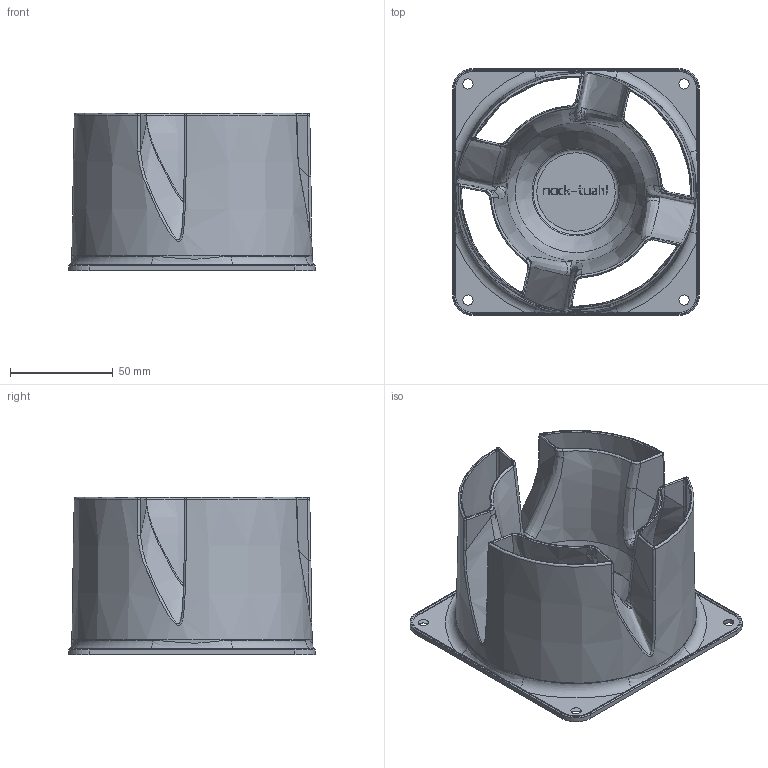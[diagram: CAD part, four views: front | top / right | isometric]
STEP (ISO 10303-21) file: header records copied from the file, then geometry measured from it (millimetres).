
FILE_DESCRIPTION(/* description */ ('NV-AA1'),/* implementation_level */ '2;1');
FILE_NAME(/* name */ 'noctua_nv_aa1_12 v1.step',/* time_stamp */ '2024-10-04T20:48:29-04:00',/* author */ (''),/* organization */ (''),/* preprocessor_version */ 'ST-DEVELOPER v20',/* originating_system */ 'Autodesk Translation Framework v13.20.0.188',/* authorisation */ '');
FILE_SCHEMA (('AUTOMOTIVE_DESIGN { 1 0 10303 214 3 1 1 }'));
Length unit declared in the file: millimetre
Products named in the file (1): NV-AA1
Bounding box: 120 x 120 x 76.45 mm (x, y, z)
Volume: 78826.8 mm3; surface area: 101516 mm2
Topology: 1 solids, 1 shells, 417 faces, 1155 edges, 711 vertices
Faces by surface type: bspline 145, plane 141, cylinder 81, torus 30, cone 12, sphere 8
Full cylindrical faces by diameter (mm): 117 x1
Entity records: 31021 total; most frequent: CARTESIAN_POINT 21487, ORIENTED_EDGE 2238, DIRECTION 1683, EDGE_CURVE 1119, VERTEX_POINT 711, AXIS2_PLACEMENT_3D 647, EDGE_LOOP 440, FACE_OUTER_BOUND 417
